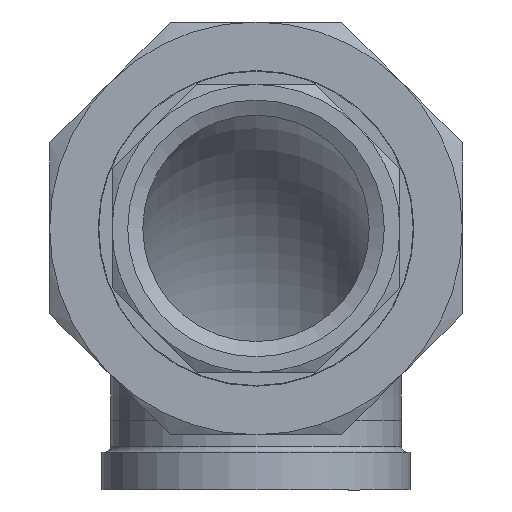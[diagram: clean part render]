
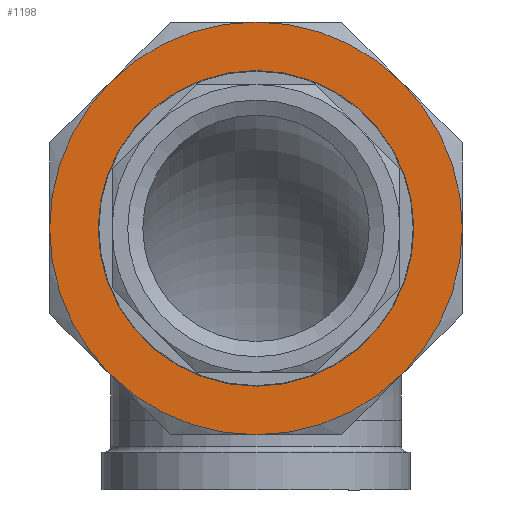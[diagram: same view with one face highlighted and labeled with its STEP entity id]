
A CAD part, left-side view. The second image highlights one B-rep face of the part: STEP entity #1198.
In plain terms, the highlighted planar face has unit normal (-1, 0, 0).
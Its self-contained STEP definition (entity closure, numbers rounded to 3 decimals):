
#50=FACE_BOUND('',#308,.T.);
#173=PLANE('',#1377);
#223=FACE_OUTER_BOUND('',#307,.T.);
#307=EDGE_LOOP('',(#911,#912,#913,#914,#915,#916,#917,#918));
#308=EDGE_LOOP('',(#919));
#380=CIRCLE('',#1339,35.5);
#381=CIRCLE('',#1341,35.5);
#382=CIRCLE('',#1343,35.5);
#383=CIRCLE('',#1345,35.5);
#384=CIRCLE('',#1347,35.5);
#385=CIRCLE('',#1349,35.5);
#386=CIRCLE('',#1351,35.5);
#387=CIRCLE('',#1353,35.5);
#396=CIRCLE('',#1373,27.15);
#516=VERTEX_POINT('',#1946);
#517=VERTEX_POINT('',#1950);
#519=VERTEX_POINT('',#1957);
#521=VERTEX_POINT('',#1967);
#523=VERTEX_POINT('',#1980);
#525=VERTEX_POINT('',#1990);
#527=VERTEX_POINT('',#2000);
#529=VERTEX_POINT('',#2010);
#538=VERTEX_POINT('',#2058);
#634=EDGE_CURVE('',#516,#517,#380,.T.);
#637=EDGE_CURVE('',#519,#516,#381,.T.);
#640=EDGE_CURVE('',#521,#519,#382,.T.);
#642=EDGE_CURVE('',#523,#521,#383,.T.);
#645=EDGE_CURVE('',#525,#523,#384,.T.);
#648=EDGE_CURVE('',#527,#525,#385,.T.);
#651=EDGE_CURVE('',#529,#527,#386,.T.);
#654=EDGE_CURVE('',#517,#529,#387,.T.);
#672=EDGE_CURVE('',#538,#538,#396,.T.);
#911=ORIENTED_EDGE('',*,*,#654,.T.);
#912=ORIENTED_EDGE('',*,*,#651,.T.);
#913=ORIENTED_EDGE('',*,*,#648,.T.);
#914=ORIENTED_EDGE('',*,*,#645,.T.);
#915=ORIENTED_EDGE('',*,*,#642,.T.);
#916=ORIENTED_EDGE('',*,*,#640,.T.);
#917=ORIENTED_EDGE('',*,*,#637,.T.);
#918=ORIENTED_EDGE('',*,*,#634,.T.);
#919=ORIENTED_EDGE('',*,*,#672,.T.);
#1198=ADVANCED_FACE('',(#223,#50),#173,.T.);
#1339=AXIS2_PLACEMENT_3D('',#1954,#1524,#1525);
#1341=AXIS2_PLACEMENT_3D('',#1964,#1528,#1529);
#1343=AXIS2_PLACEMENT_3D('',#1974,#1532,#1533);
#1345=AXIS2_PLACEMENT_3D('',#1981,#1536,#1537);
#1347=AXIS2_PLACEMENT_3D('',#1991,#1540,#1541);
#1349=AXIS2_PLACEMENT_3D('',#2001,#1544,#1545);
#1351=AXIS2_PLACEMENT_3D('',#2011,#1548,#1549);
#1353=AXIS2_PLACEMENT_3D('',#2020,#1552,#1553);
#1373=AXIS2_PLACEMENT_3D('',#2059,#1600,#1601);
#1377=AXIS2_PLACEMENT_3D('',#2066,#1611,#1612);
#1524=DIRECTION('center_axis',(-1.,0.,0.));
#1525=DIRECTION('ref_axis',(0.,1.,0.));
#1528=DIRECTION('center_axis',(-1.,0.,0.));
#1529=DIRECTION('ref_axis',(0.,1.,0.));
#1532=DIRECTION('center_axis',(-1.,0.,0.));
#1533=DIRECTION('ref_axis',(0.,1.,0.));
#1536=DIRECTION('center_axis',(-1.,0.,0.));
#1537=DIRECTION('ref_axis',(0.,1.,0.));
#1540=DIRECTION('center_axis',(-1.,0.,0.));
#1541=DIRECTION('ref_axis',(0.,1.,0.));
#1544=DIRECTION('center_axis',(-1.,0.,0.));
#1545=DIRECTION('ref_axis',(0.,1.,0.));
#1548=DIRECTION('center_axis',(-1.,0.,0.));
#1549=DIRECTION('ref_axis',(0.,1.,0.));
#1552=DIRECTION('center_axis',(-1.,0.,0.));
#1553=DIRECTION('ref_axis',(0.,1.,0.));
#1600=DIRECTION('center_axis',(1.,0.,0.));
#1601=DIRECTION('ref_axis',(0.,0.,1.));
#1611=DIRECTION('center_axis',(-1.,0.,0.));
#1612=DIRECTION('ref_axis',(0.,0.,1.));
#1946=CARTESIAN_POINT('',(-26.,0.,35.5));
#1950=CARTESIAN_POINT('',(-26.,25.102,25.102));
#1954=CARTESIAN_POINT('Origin',(-26.,0.,0.));
#1957=CARTESIAN_POINT('',(-26.,-25.102,25.102));
#1964=CARTESIAN_POINT('Origin',(-26.,0.,0.));
#1967=CARTESIAN_POINT('',(-26.,-35.5,0.));
#1974=CARTESIAN_POINT('Origin',(-26.,0.,0.));
#1980=CARTESIAN_POINT('',(-26.,-25.102,-25.102));
#1981=CARTESIAN_POINT('Origin',(-26.,0.,0.));
#1990=CARTESIAN_POINT('',(-26.,0.,-35.5));
#1991=CARTESIAN_POINT('Origin',(-26.,0.,0.));
#2000=CARTESIAN_POINT('',(-26.,25.102,-25.102));
#2001=CARTESIAN_POINT('Origin',(-26.,0.,0.));
#2010=CARTESIAN_POINT('',(-26.,35.5,0.));
#2011=CARTESIAN_POINT('Origin',(-26.,0.,0.));
#2020=CARTESIAN_POINT('Origin',(-26.,0.,0.));
#2058=CARTESIAN_POINT('',(-26.,0.,-27.15));
#2059=CARTESIAN_POINT('Origin',(-26.,0.,0.));
#2066=CARTESIAN_POINT('Origin',(-26.,0.,0.));
